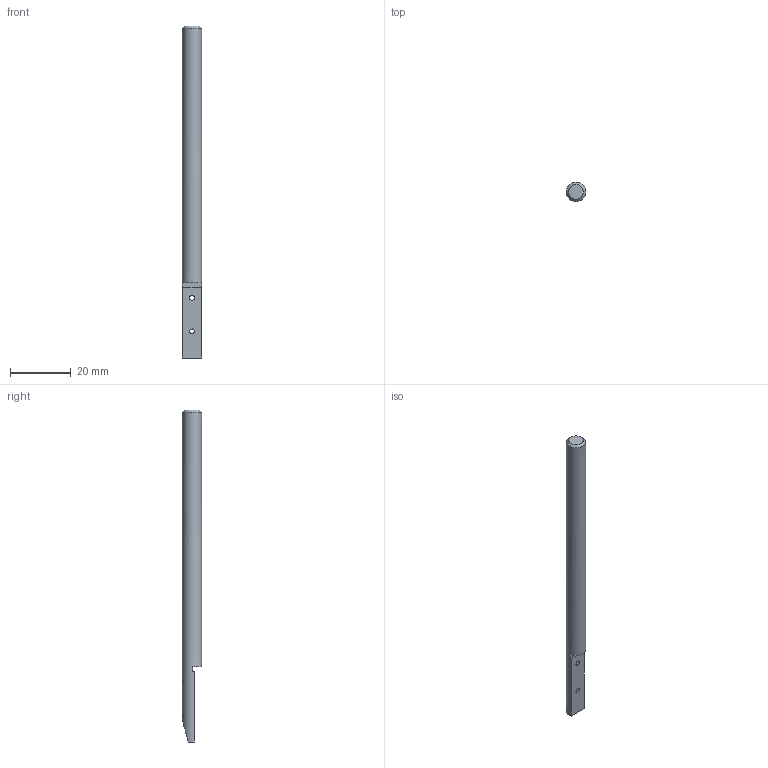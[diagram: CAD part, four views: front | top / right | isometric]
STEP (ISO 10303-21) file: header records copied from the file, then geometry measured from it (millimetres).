
FILE_DESCRIPTION(/* description */ ('PTR RECORDING POST 1/4" DIA EXTENDED'),/* implementation_level */ '2;1');
FILE_NAME(/* name */ 'J007626 PTR PROBE MOUNT ROD EXTENDED Rev A.stp',/* time_stamp */ '2018-08-06T13:41:08-04:00',/* author */ ('arnoldj'),/* organization */ (''),/* preprocessor_version */ 'ST-DEVELOPER v17',/* originating_system */ 'Autodesk Inventor 2018',/* authorisation */ '');
FILE_SCHEMA (('AUTOMOTIVE_DESIGN { 1 0 10303 214 3 1 1 }'));
Length unit declared in the file: inch
Products named in the file (1): J007626 
Bounding box: 6.35 x 6.35 x 109.22 mm (x, y, z)
Volume: 3139.6 mm3; surface area: 2201.7 mm2
Topology: 1 solids, 1 shells, 11 faces, 30 edges, 21 vertices
Faces by surface type: plane 7, cylinder 3, cone 1
Full cylindrical faces by diameter (mm): 1.575 x2, 6.35 x1
Entity records: 470 total; most frequent: CARTESIAN_POINT 131, DIRECTION 63, ORIENTED_EDGE 60, EDGE_CURVE 30, AXIS2_PLACEMENT_3D 25, VERTEX_POINT 21, EDGE_LOOP 15, LINE 13
